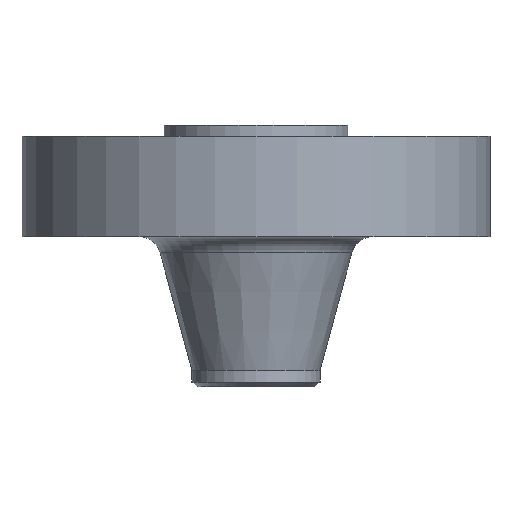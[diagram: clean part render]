
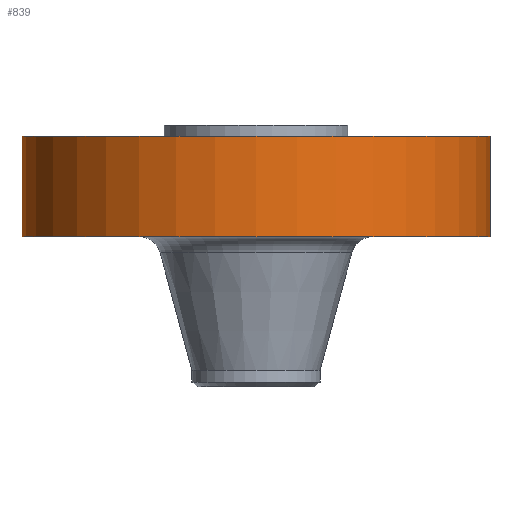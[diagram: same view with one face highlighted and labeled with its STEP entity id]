
A CAD part, front view. The second image highlights one B-rep face of the part: STEP entity #839.
In plain terms, the highlighted cylindrical face has radius 133.35 mm (diameter 266.7 mm), a partial arc.
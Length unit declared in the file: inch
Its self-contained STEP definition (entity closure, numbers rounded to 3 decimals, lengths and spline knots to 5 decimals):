
#17 = EDGE_CURVE ( 'NONE', #1081, #1068, #157, .T. ) ;
#45 = ORIENTED_EDGE ( 'NONE', *, *, #256, .T. ) ;
#74 = DIRECTION ( 'NONE',  ( 0., 0., 1. ) ) ;
#137 = CIRCLE ( 'NONE', #597, 5.25 ) ;
#154 = VECTOR ( 'NONE', #786, 39.37008 ) ;
#157 = LINE ( 'NONE', #778, #154 ) ;
#200 = EDGE_CURVE ( 'NONE', #649, #347, #295, .T. ) ;
#220 = AXIS2_PLACEMENT_3D ( 'NONE', #770, #1130, #682 ) ;
#230 = DIRECTION ( 'NONE',  ( 1., 0., 0. ) ) ;
#256 = EDGE_CURVE ( 'NONE', #1081, #649, #137, .T. ) ;
#295 = LINE ( 'NONE', #840, #811 ) ;
#326 = CARTESIAN_POINT ( 'NONE',  ( 0., 0., -2.5 ) ) ;
#347 = VERTEX_POINT ( 'NONE', #414 ) ;
#367 = CARTESIAN_POINT ( 'NONE',  ( -5.25, 0., -2.5 ) ) ;
#372 = ORIENTED_EDGE ( 'NONE', *, *, #892, .F. ) ;
#391 = ORIENTED_EDGE ( 'NONE', *, *, #17, .F. ) ;
#407 = CYLINDRICAL_SURFACE ( 'NONE', #220, 5.25 ) ;
#414 = CARTESIAN_POINT ( 'NONE',  ( 5.25, 0., -0.25 ) ) ;
#443 = EDGE_LOOP ( 'NONE', ( #391, #45, #837, #372 ) ) ;
#471 = DIRECTION ( 'NONE',  ( 0., 0., 1. ) ) ;
#519 = CARTESIAN_POINT ( 'NONE',  ( 0., 0., -0.25 ) ) ;
#555 = CARTESIAN_POINT ( 'NONE',  ( -5.25, 0., -0.25 ) ) ;
#597 = AXIS2_PLACEMENT_3D ( 'NONE', #326, #74, #230 ) ;
#649 = VERTEX_POINT ( 'NONE', #803 ) ;
#682 = DIRECTION ( 'NONE',  ( 1., 0., 0. ) ) ;
#757 = FACE_OUTER_BOUND ( 'NONE', #443, .T. ) ;
#770 = CARTESIAN_POINT ( 'NONE',  ( 0., 0., 0. ) ) ;
#778 = CARTESIAN_POINT ( 'NONE',  ( -5.25, 0., 0. ) ) ;
#786 = DIRECTION ( 'NONE',  ( 0., 0., 1. ) ) ;
#803 = CARTESIAN_POINT ( 'NONE',  ( 5.25, 0., -2.5 ) ) ;
#811 = VECTOR ( 'NONE', #471, 39.37008 ) ;
#837 = ORIENTED_EDGE ( 'NONE', *, *, #200, .T. ) ;
#839 = ADVANCED_FACE ( 'NONE', ( #757 ), #407, .T. ) ;
#840 = CARTESIAN_POINT ( 'NONE',  ( 5.25, 0., 0. ) ) ;
#890 = DIRECTION ( 'NONE',  ( 0., 0., 1. ) ) ;
#892 = EDGE_CURVE ( 'NONE', #1068, #347, #1014, .T. ) ;
#1014 = CIRCLE ( 'NONE', #1032, 5.25 ) ;
#1032 = AXIS2_PLACEMENT_3D ( 'NONE', #519, #890, #1064 ) ;
#1064 = DIRECTION ( 'NONE',  ( 1., 0., 0. ) ) ;
#1068 = VERTEX_POINT ( 'NONE', #555 ) ;
#1081 = VERTEX_POINT ( 'NONE', #367 ) ;
#1130 = DIRECTION ( 'NONE',  ( 0., 0., 1. ) ) ;
